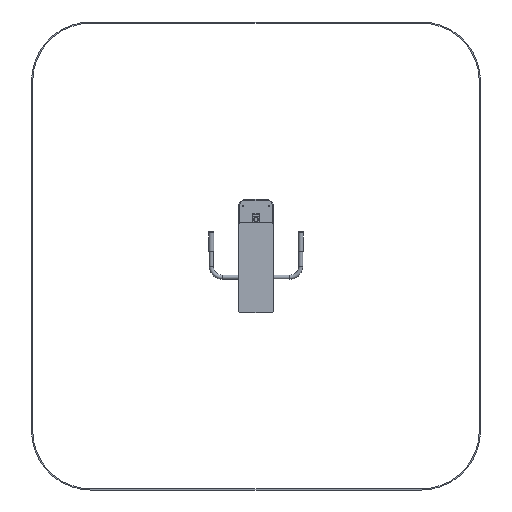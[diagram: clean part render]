
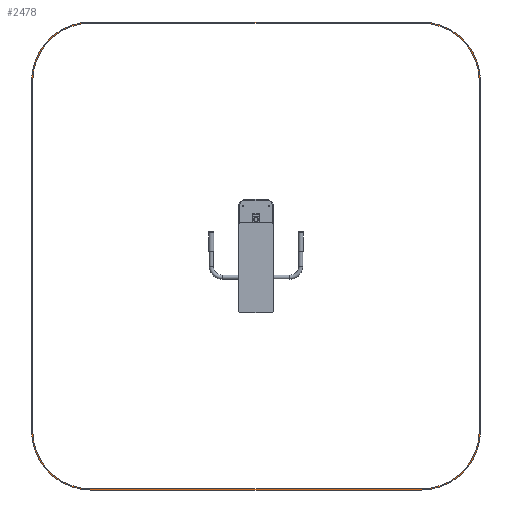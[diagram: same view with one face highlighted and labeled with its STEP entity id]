
A CAD part, front view. The second image highlights one B-rep face of the part: STEP entity #2478.
In plain terms, the highlighted planar face has unit normal (0, -1, 0).
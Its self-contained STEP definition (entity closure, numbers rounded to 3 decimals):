
#2478=ADVANCED_FACE('',(#5164,#5166),#5168,.T.);
#5164=FACE_BOUND('',#5165,.T.);
#5165=EDGE_LOOP('',(#9137,#9138,#9139,#9140,#9141,#9142,#9143,#9144));
#5166=FACE_BOUND('',#5167,.T.);
#5167=EDGE_LOOP('',(#9145,#9146,#9147,#9148,#9149,#9150,#9151,#9152));
#5168=PLANE('',#5169);
#5169=AXIS2_PLACEMENT_3D('',#5170,#5171,#5172);
#5170=CARTESIAN_POINT('',(0.,131.,0.));
#5171=DIRECTION('',(0.,-1.,0.));
#5172=DIRECTION('',(1.,0.,0.));
#9137=ORIENTED_EDGE('',*,*,#11029,.T.);
#9138=ORIENTED_EDGE('',*,*,#11033,.T.);
#9139=ORIENTED_EDGE('',*,*,#11036,.T.);
#9140=ORIENTED_EDGE('',*,*,#11039,.T.);
#9141=ORIENTED_EDGE('',*,*,#11042,.T.);
#9142=ORIENTED_EDGE('',*,*,#11045,.T.);
#9143=ORIENTED_EDGE('',*,*,#11048,.T.);
#9144=ORIENTED_EDGE('',*,*,#11050,.T.);
#9145=ORIENTED_EDGE('',*,*,#11053,.T.);
#9146=ORIENTED_EDGE('',*,*,#11057,.T.);
#9147=ORIENTED_EDGE('',*,*,#11060,.T.);
#9148=ORIENTED_EDGE('',*,*,#11063,.T.);
#9149=ORIENTED_EDGE('',*,*,#11066,.T.);
#9150=ORIENTED_EDGE('',*,*,#11069,.T.);
#9151=ORIENTED_EDGE('',*,*,#11072,.T.);
#9152=ORIENTED_EDGE('',*,*,#11074,.T.);
#11029=EDGE_CURVE('',#12009,#12007,#12010,.T.);
#11033=EDGE_CURVE('',#12007,#12014,#12016,.T.);
#11036=EDGE_CURVE('',#12014,#12019,#12021,.T.);
#11039=EDGE_CURVE('',#12019,#12024,#12026,.T.);
#11042=EDGE_CURVE('',#12024,#12029,#12031,.T.);
#11045=EDGE_CURVE('',#12029,#12034,#12036,.T.);
#11048=EDGE_CURVE('',#12034,#12039,#12041,.T.);
#11050=EDGE_CURVE('',#12039,#12009,#12043,.T.);
#11053=EDGE_CURVE('',#12049,#12047,#12050,.T.);
#11057=EDGE_CURVE('',#12047,#12054,#12056,.T.);
#11060=EDGE_CURVE('',#12054,#12059,#12061,.T.);
#11063=EDGE_CURVE('',#12059,#12064,#12066,.T.);
#11066=EDGE_CURVE('',#12064,#12069,#12071,.T.);
#11069=EDGE_CURVE('',#12069,#12074,#12076,.T.);
#11072=EDGE_CURVE('',#12074,#12079,#12081,.T.);
#11074=EDGE_CURVE('',#12079,#12049,#12083,.T.);
#12007=VERTEX_POINT('',#13651);
#12009=VERTEX_POINT('',#13655);
#12010=CIRCLE('',#13656,500.);
#12014=VERTEX_POINT('',#13667);
#12016=LINE('',#13671,#13672);
#12019=VERTEX_POINT('',#13679);
#12021=CIRCLE('',#13683,500.);
#12024=VERTEX_POINT('',#13691);
#12026=LINE('',#13695,#13696);
#12029=VERTEX_POINT('',#13703);
#12031=CIRCLE('',#13707,500.);
#12034=VERTEX_POINT('',#13715);
#12036=LINE('',#13719,#13720);
#12039=VERTEX_POINT('',#13727);
#12041=CIRCLE('',#13731,500.);
#12043=LINE('',#13738,#13739);
#12047=VERTEX_POINT('',#13746);
#12049=VERTEX_POINT('',#13750);
#12050=LINE('',#13751,#13752);
#12054=VERTEX_POINT('',#13762);
#12056=CIRCLE('',#13766,490.);
#12059=VERTEX_POINT('',#13774);
#12061=LINE('',#13778,#13779);
#12064=VERTEX_POINT('',#13786);
#12066=CIRCLE('',#13790,490.);
#12069=VERTEX_POINT('',#13798);
#12071=LINE('',#13802,#13803);
#12074=VERTEX_POINT('',#13810);
#12076=CIRCLE('',#13814,490.);
#12079=VERTEX_POINT('',#13822);
#12081=LINE('',#13826,#13827);
#12083=CIRCLE('',#13833,490.);
#13651=CARTESIAN_POINT('',(811.483,131.,-2254.433));
#13655=CARTESIAN_POINT('',(311.483,131.,-2754.433));
#13656=AXIS2_PLACEMENT_3D('',#13657,#13658,#13659);
#13657=CARTESIAN_POINT('',(311.483,131.,-2254.433));
#13658=DIRECTION('',(0.,-1.,0.));
#13659=DIRECTION('',(0.,0.,-1.));
#13667=CARTESIAN_POINT('',(811.483,131.,703.067));
#13671=CARTESIAN_POINT('',(811.483,131.,-2254.433));
#13672=VECTOR('',#13673,1.);
#13673=DIRECTION('',(0.,0.,1.));
#13679=CARTESIAN_POINT('',(311.483,131.,1203.067));
#13683=AXIS2_PLACEMENT_3D('',#13684,#13685,#13686);
#13684=CARTESIAN_POINT('',(311.483,131.,703.067));
#13685=DIRECTION('',(0.,-1.,0.));
#13686=DIRECTION('',(1.,0.,0.));
#13691=CARTESIAN_POINT('',(-2484.517,131.,1203.067));
#13695=CARTESIAN_POINT('',(311.483,131.,1203.067));
#13696=VECTOR('',#13697,1.);
#13697=DIRECTION('',(-1.,0.,0.));
#13703=CARTESIAN_POINT('',(-2984.517,131.,703.067));
#13707=AXIS2_PLACEMENT_3D('',#13708,#13709,#13710);
#13708=CARTESIAN_POINT('',(-2484.517,131.,703.067));
#13709=DIRECTION('',(0.,-1.,0.));
#13710=DIRECTION('',(0.,0.,1.));
#13715=CARTESIAN_POINT('',(-2984.517,131.,-2254.433));
#13719=CARTESIAN_POINT('',(-2984.517,131.,703.067));
#13720=VECTOR('',#13721,1.);
#13721=DIRECTION('',(0.,0.,-1.));
#13727=CARTESIAN_POINT('',(-2484.517,131.,-2754.433));
#13731=AXIS2_PLACEMENT_3D('',#13732,#13733,#13734);
#13732=CARTESIAN_POINT('',(-2484.517,131.,-2254.433));
#13733=DIRECTION('',(0.,-1.,0.));
#13734=DIRECTION('',(-1.,0.,0.));
#13738=CARTESIAN_POINT('',(-2484.517,131.,-2754.433));
#13739=VECTOR('',#13740,1.);
#13740=DIRECTION('',(1.,0.,0.));
#13746=CARTESIAN_POINT('',(-2484.517,131.,-2744.433));
#13750=CARTESIAN_POINT('',(311.483,131.,-2744.433));
#13751=CARTESIAN_POINT('',(311.483,131.,-2744.433));
#13752=VECTOR('',#13753,1.);
#13753=DIRECTION('',(-1.,0.,0.));
#13762=CARTESIAN_POINT('',(-2974.517,131.,-2254.433));
#13766=AXIS2_PLACEMENT_3D('',#13767,#13768,#13769);
#13767=CARTESIAN_POINT('',(-2484.517,131.,-2254.433));
#13768=DIRECTION('',(0.,1.,0.));
#13769=DIRECTION('',(0.,0.,-1.));
#13774=CARTESIAN_POINT('',(-2974.517,131.,703.067));
#13778=CARTESIAN_POINT('',(-2974.517,131.,-2254.433));
#13779=VECTOR('',#13780,1.);
#13780=DIRECTION('',(0.,0.,1.));
#13786=CARTESIAN_POINT('',(-2484.517,131.,1193.067));
#13790=AXIS2_PLACEMENT_3D('',#13791,#13792,#13793);
#13791=CARTESIAN_POINT('',(-2484.517,131.,703.067));
#13792=DIRECTION('',(0.,1.,0.));
#13793=DIRECTION('',(-1.,0.,0.));
#13798=CARTESIAN_POINT('',(311.483,131.,1193.067));
#13802=CARTESIAN_POINT('',(-2484.517,131.,1193.067));
#13803=VECTOR('',#13804,1.);
#13804=DIRECTION('',(1.,0.,0.));
#13810=CARTESIAN_POINT('',(801.483,131.,703.067));
#13814=AXIS2_PLACEMENT_3D('',#13815,#13816,#13817);
#13815=CARTESIAN_POINT('',(311.483,131.,703.067));
#13816=DIRECTION('',(0.,1.,0.));
#13817=DIRECTION('',(0.,0.,1.));
#13822=CARTESIAN_POINT('',(801.483,131.,-2254.433));
#13826=CARTESIAN_POINT('',(801.483,131.,703.067));
#13827=VECTOR('',#13828,1.);
#13828=DIRECTION('',(0.,0.,-1.));
#13833=AXIS2_PLACEMENT_3D('',#13834,#13835,#13836);
#13834=CARTESIAN_POINT('',(311.483,131.,-2254.433));
#13835=DIRECTION('',(0.,1.,0.));
#13836=DIRECTION('',(1.,0.,0.));
